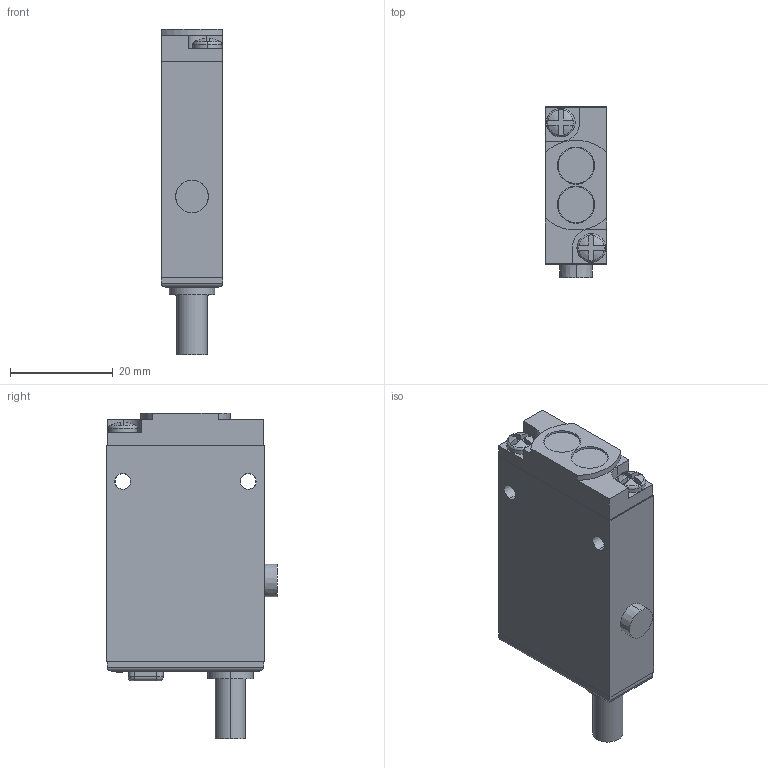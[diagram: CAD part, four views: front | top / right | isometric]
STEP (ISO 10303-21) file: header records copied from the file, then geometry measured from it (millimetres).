
FILE_DESCRIPTION((''),'2;1');
FILE_NAME('154497_SM01_ASM','2025-09-22T10:05:22',('banengservice'),('BANNER ENGINEERING'),'CREO PARAMETRIC BY PTC INC, 2022414','CREO PARAMETRIC BY PTC INC, 2022414','');
FILE_SCHEMA(('CONFIG_CONTROL_DESIGN'));
Products named in the file (3): 154497_EP01; 09460_WEB; 154497_SM01_ASM
Assembly tree (2 placements, depth 2):
  154497_SM01_ASM
    154497_EP01
    09460_WEB
Bounding box: 12.04 x 33.32 x 63.38 mm (x, y, z)
Volume: 19403.3 mm3; surface area: 6479.8 mm2
Topology: 2 solids, 2 shells, 237 faces, 605 edges, 394 vertices
Faces by surface type: plane 151, cylinder 54, cone 12, sphere 12, bspline 4, torus 4
Entity records: 7357 total; most frequent: CARTESIAN_POINT 1435, DIRECTION 1219, ORIENTED_EDGE 1202, EDGE_CURVE 601, VECTOR 419, LINE 419, AXIS2_PLACEMENT_3D 400, VERTEX_POINT 394
